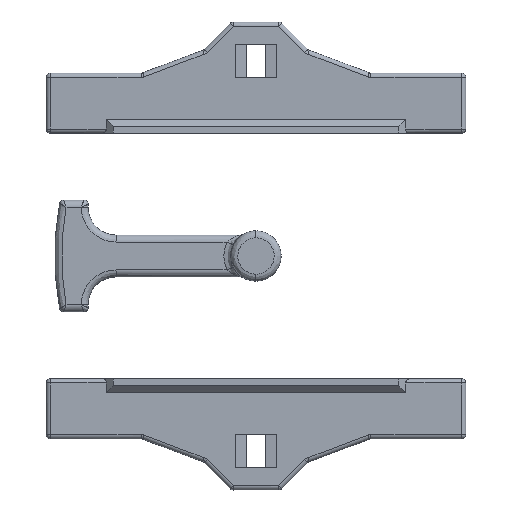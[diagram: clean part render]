
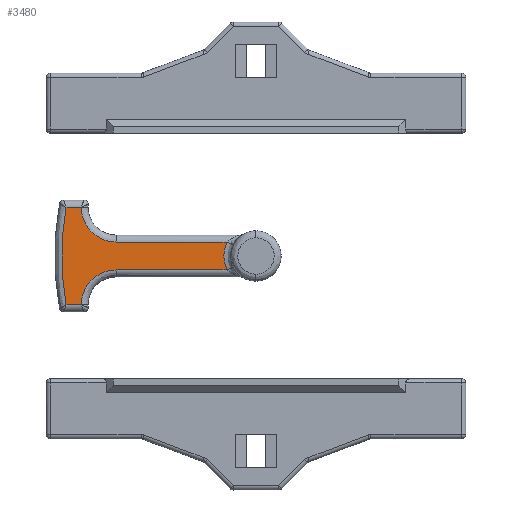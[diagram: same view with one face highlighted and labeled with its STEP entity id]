
A CAD part, left-side view. The second image highlights one B-rep face of the part: STEP entity #3480.
In plain terms, the highlighted planar face has unit normal (-1, 0, 0).
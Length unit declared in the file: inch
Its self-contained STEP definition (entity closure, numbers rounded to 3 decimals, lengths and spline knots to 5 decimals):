
#32 = EDGE_LOOP ( 'NONE', ( #3845, #6239, #6544, #5063, #89, #3394, #5670, #3715 ) ) ;
#56 = CARTESIAN_POINT ( 'NONE',  ( -0.06299, 0.09377, 0.01406 ) ) ;
#62 = VERTEX_POINT ( 'NONE', #3083 ) ;
#89 = ORIENTED_EDGE ( 'NONE', *, *, #6336, .F. ) ;
#310 = CARTESIAN_POINT ( 'NONE',  ( -0.06299, 0.49193, 0.1378 ) ) ;
#311 =( BOUNDED_CURVE ( )  B_SPLINE_CURVE ( 3, ( #3975, #6048, #4039, #4482 ),
 .UNSPECIFIED., .F., .F. ) 
 B_SPLINE_CURVE_WITH_KNOTS ( ( 4, 4 ),
 ( 0., 1. ),
 .UNSPECIFIED. ) 
 CURVE ( )  GEOMETRIC_REPRESENTATION_ITEM ( )  RATIONAL_B_SPLINE_CURVE ( ( 0.957, 0.77, 0.77, 0.957 ) ) 
 REPRESENTATION_ITEM ( '' )  );
#329 =( BOUNDED_CURVE ( )  B_SPLINE_CURVE ( 3, ( #5036, #1810, #1874, #5538 ),
 .UNSPECIFIED., .F., .T. ) 
 B_SPLINE_CURVE_WITH_KNOTS ( ( 4, 4 ),
 ( 0., 1. ),
 .UNSPECIFIED. ) 
 CURVE ( )  GEOMETRIC_REPRESENTATION_ITEM ( )  RATIONAL_B_SPLINE_CURVE ( ( 0.956, 0.945, 0.945, 0.956 ) ) 
 REPRESENTATION_ITEM ( '' )  );
#334 = CARTESIAN_POINT ( 'NONE',  ( -0.06299, 0.3935, -0.03937 ) ) ;
#422 = DIRECTION ( 'NONE',  ( 0., 0., -1. ) ) ;
#508 = CARTESIAN_POINT ( 'NONE',  ( -0.06299, 0.08154, -0.03937 ) ) ;
#672 = VECTOR ( 'NONE', #929, 39.37008 ) ;
#813 = CARTESIAN_POINT ( 'NONE',  ( -0.06299, 0.45116, -0.03937 ) ) ;
#928 = VERTEX_POINT ( 'NONE', #310 ) ;
#929 = DIRECTION ( 'NONE',  ( 0., -1., 0. ) ) ;
#938 = DIRECTION ( 'NONE',  ( 1., 0., 0. ) ) ;
#1034 = VERTEX_POINT ( 'NONE', #6135 ) ;
#1088 = VERTEX_POINT ( 'NONE', #5076 ) ;
#1119 = VECTOR ( 'NONE', #3730, 39.37008 ) ;
#1145 = CARTESIAN_POINT ( 'NONE',  ( -0.06299, 0.49193, -0.1378 ) ) ;
#1418 = CARTESIAN_POINT ( 'NONE',  ( -0.06299, 0.3935, -0.03937 ) ) ;
#1486 = PLANE ( 'NONE',  #1991 ) ;
#1521 = VERTEX_POINT ( 'NONE', #1633 ) ;
#1633 = CARTESIAN_POINT ( 'NONE',  ( -0.06299, 0.3935, 0.03937 ) ) ;
#1810 = CARTESIAN_POINT ( 'NONE',  ( -0.06299, 0.55141, -0.04643 ) ) ;
#1874 = CARTESIAN_POINT ( 'NONE',  ( -0.06299, 0.55141, 0.04643 ) ) ;
#1942 =( BOUNDED_CURVE ( )  B_SPLINE_CURVE ( 3, ( #3674, #56, #5715, #508 ),
 .UNSPECIFIED., .F., .T. ) 
 B_SPLINE_CURVE_WITH_KNOTS ( ( 4, 4 ),
 ( 0., 1. ),
 .UNSPECIFIED. ) 
 CURVE ( )  GEOMETRIC_REPRESENTATION_ITEM ( )  RATIONAL_B_SPLINE_CURVE ( ( 0.957, 0.893, 0.893, 0.957 ) ) 
 REPRESENTATION_ITEM ( '' )  );
#1964 = CARTESIAN_POINT ( 'NONE',  ( -0.06299, 0.49193, -0.08014 ) ) ;
#1991 = AXIS2_PLACEMENT_3D ( 'NONE', #6650, #938, #422 ) ;
#2068 = CARTESIAN_POINT ( 'NONE',  ( -0.06299, 0.55, -0.1378 ) ) ;
#2126 = EDGE_CURVE ( 'NONE', #62, #1088, #329, .T. ) ;
#2239 = EDGE_CURVE ( 'NONE', #1034, #6039, #3839, .T. ) ;
#2314 = VERTEX_POINT ( 'NONE', #1145 ) ;
#3083 = CARTESIAN_POINT ( 'NONE',  ( -0.06299, 0.53474, -0.1378 ) ) ;
#3226 = CARTESIAN_POINT ( 'NONE',  ( -0.06299, 0.55, -0.03937 ) ) ;
#3394 = ORIENTED_EDGE ( 'NONE', *, *, #5523, .F. ) ;
#3480 = ADVANCED_FACE ( 'NONE', ( #6147 ), #1486, .F. ) ;
#3674 = CARTESIAN_POINT ( 'NONE',  ( -0.06299, 0.08154, 0.03937 ) ) ;
#3680 = VERTEX_POINT ( 'NONE', #5033 ) ;
#3715 = ORIENTED_EDGE ( 'NONE', *, *, #3852, .F. ) ;
#3730 = DIRECTION ( 'NONE',  ( 0., 1., 0. ) ) ;
#3839 = LINE ( 'NONE', #3226, #5032 ) ;
#3845 = ORIENTED_EDGE ( 'NONE', *, *, #4112, .F. ) ;
#3852 = EDGE_CURVE ( 'NONE', #3680, #1034, #1942, .T. ) ;
#3975 = CARTESIAN_POINT ( 'NONE',  ( -0.06299, 0.49193, 0.1378 ) ) ;
#4039 = CARTESIAN_POINT ( 'NONE',  ( -0.06299, 0.45116, 0.03937 ) ) ;
#4072 = DIRECTION ( 'NONE',  ( 0., -1., 0. ) ) ;
#4108 = LINE ( 'NONE', #2068, #1119 ) ;
#4112 = EDGE_CURVE ( 'NONE', #1521, #3680, #5185, .T. ) ;
#4225 =( BOUNDED_CURVE ( )  B_SPLINE_CURVE ( 3, ( #1418, #813, #1964, #5602 ),
 .UNSPECIFIED., .F., .F. ) 
 B_SPLINE_CURVE_WITH_KNOTS ( ( 4, 4 ),
 ( 0., 1. ),
 .UNSPECIFIED. ) 
 CURVE ( )  GEOMETRIC_REPRESENTATION_ITEM ( )  RATIONAL_B_SPLINE_CURVE ( ( 0.957, 0.77, 0.77, 0.957 ) ) 
 REPRESENTATION_ITEM ( '' )  );
#4382 = VECTOR ( 'NONE', #4072, 39.37008 ) ;
#4482 = CARTESIAN_POINT ( 'NONE',  ( -0.06299, 0.3935, 0.03937 ) ) ;
#4525 = EDGE_CURVE ( 'NONE', #1088, #928, #6637, .T. ) ;
#5032 = VECTOR ( 'NONE', #5361, 39.37008 ) ;
#5033 = CARTESIAN_POINT ( 'NONE',  ( -0.06299, 0.08154, 0.03937 ) ) ;
#5036 = CARTESIAN_POINT ( 'NONE',  ( -0.06299, 0.53474, -0.1378 ) ) ;
#5063 = ORIENTED_EDGE ( 'NONE', *, *, #2126, .F. ) ;
#5076 = CARTESIAN_POINT ( 'NONE',  ( -0.06299, 0.53474, 0.1378 ) ) ;
#5149 = CARTESIAN_POINT ( 'NONE',  ( -0.06299, 0.55, 0.1378 ) ) ;
#5185 = LINE ( 'NONE', #6612, #4382 ) ;
#5361 = DIRECTION ( 'NONE',  ( 0., 1., 0. ) ) ;
#5523 = EDGE_CURVE ( 'NONE', #6039, #2314, #4225, .T. ) ;
#5538 = CARTESIAN_POINT ( 'NONE',  ( -0.06299, 0.53474, 0.1378 ) ) ;
#5602 = CARTESIAN_POINT ( 'NONE',  ( -0.06299, 0.49193, -0.1378 ) ) ;
#5670 = ORIENTED_EDGE ( 'NONE', *, *, #2239, .F. ) ;
#5715 = CARTESIAN_POINT ( 'NONE',  ( -0.06299, 0.09377, -0.01406 ) ) ;
#6039 = VERTEX_POINT ( 'NONE', #334 ) ;
#6048 = CARTESIAN_POINT ( 'NONE',  ( -0.06299, 0.49193, 0.08014 ) ) ;
#6135 = CARTESIAN_POINT ( 'NONE',  ( -0.06299, 0.08154, -0.03937 ) ) ;
#6147 = FACE_OUTER_BOUND ( 'NONE', #32, .T. ) ;
#6207 = EDGE_CURVE ( 'NONE', #928, #1521, #311, .T. ) ;
#6239 = ORIENTED_EDGE ( 'NONE', *, *, #6207, .F. ) ;
#6336 = EDGE_CURVE ( 'NONE', #2314, #62, #4108, .T. ) ;
#6544 = ORIENTED_EDGE ( 'NONE', *, *, #4525, .F. ) ;
#6612 = CARTESIAN_POINT ( 'NONE',  ( -0.06299, 0.3935, 0.03937 ) ) ;
#6637 = LINE ( 'NONE', #5149, #672 ) ;
#6650 = CARTESIAN_POINT ( 'NONE',  ( -0.06299, 0.55, -0.1378 ) ) ;
